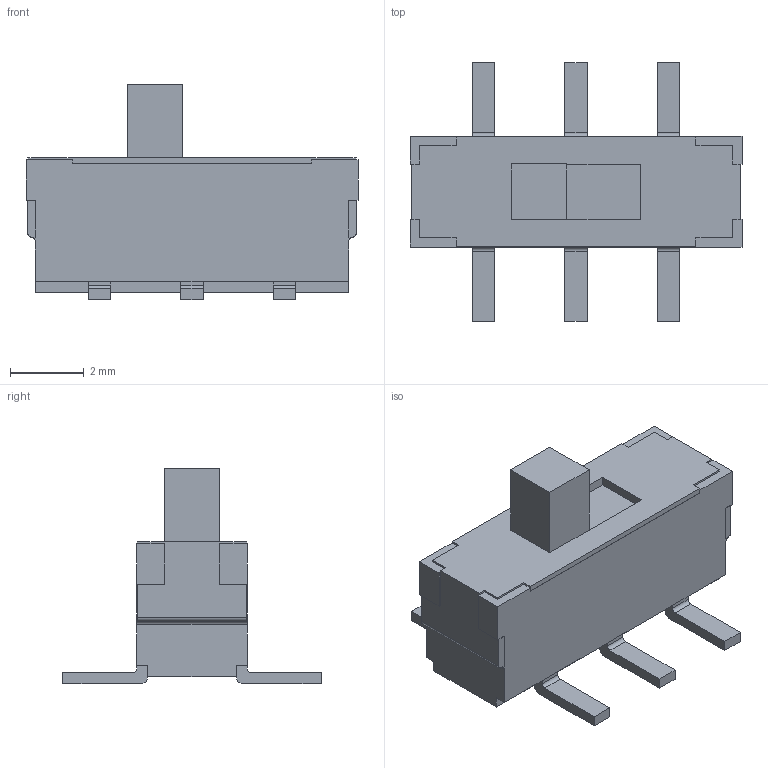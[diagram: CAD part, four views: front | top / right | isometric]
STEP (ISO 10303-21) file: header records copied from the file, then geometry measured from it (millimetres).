
FILE_DESCRIPTION(/* description */ (''),/* implementation_level */ '2;1');
FILE_NAME(/* name */ 'PZ_Sw itch_SMD.stp',/* time_stamp */ '2015-11-13T10:14:08-06:00',/* author */ ('X1'),/* organization */ (''),/* preprocessor_version */ 'ST-DEVELOPER v15.6',/* originating_system */ 'Autodesk Inventor 2015',/* authorisation */ '');
FILE_SCHEMA (('AUTOMOTIVE_DESIGN { 1 0 10303 214 3 1 1 }'));
Length unit declared in the file: millimetre
Products named in the file (1): PZ_Switch_SMD
Bounding box: 9 x 7 x 5.85 mm (x, y, z)
Volume: 100.6 mm3; surface area: 177 mm2
Topology: 1 solids, 1 shells, 143 faces, 382 edges, 242 vertices
Faces by surface type: plane 127, cylinder 16
Entity records: 4484 total; most frequent: CARTESIAN_POINT 768, ORIENTED_EDGE 764, DIRECTION 702, EDGE_CURVE 382, LINE 350, VECTOR 350, VERTEX_POINT 242, AXIS2_PLACEMENT_3D 176
